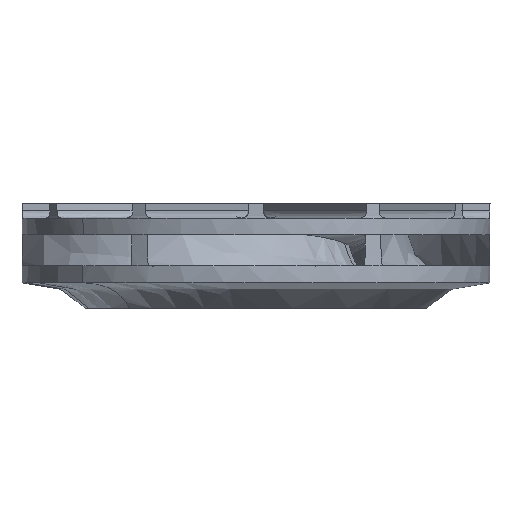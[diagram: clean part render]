
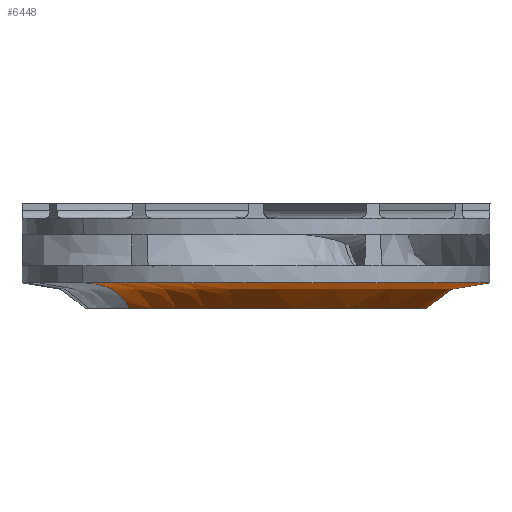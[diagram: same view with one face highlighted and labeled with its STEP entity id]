
A CAD part, left-side view. The second image highlights one B-rep face of the part: STEP entity #6448.
In plain terms, the highlighted free-form (B-spline) face has degree [2, 3] with [3, 4] control points.
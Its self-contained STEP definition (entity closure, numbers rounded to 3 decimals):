
#257 = ORIENTED_EDGE ( 'NONE', *, *, #13134, .F. ) ;
#328 = CARTESIAN_POINT ( 'NONE',  ( 12.126, -13.328, -0.006 ) ) ;
#464 = CARTESIAN_POINT ( 'NONE',  ( -19.888, -51.437, 2.662 ) ) ;
#759 = CARTESIAN_POINT ( 'NONE',  ( 12.126, -13.328, -0.006 ) ) ;
#1700 = CARTESIAN_POINT ( 'NONE',  ( 16.597, -18.243, 2.662 ) ) ;
#2146 = DIRECTION ( 'NONE',  ( 0., 0., 1. ) ) ;
#2598 = EDGE_CURVE ( 'NONE', #3527, #13993, #11389, .T. ) ;
#2599 = CARTESIAN_POINT ( 'NONE',  ( -16.597, 18.243, 2.662 ) ) ;
#2865 = CARTESIAN_POINT ( 'NONE',  ( -16.008, -41.402, 2.662 ) ) ;
#3052 = ORIENTED_EDGE ( 'NONE', *, *, #18525, .T. ) ;
#3527 = VERTEX_POINT ( 'NONE', #14766 ) ;
#4994 = FACE_OUTER_BOUND ( 'NONE', #23131, .T. ) ;
#5879 = CARTESIAN_POINT ( 'NONE',  ( -12.126, 13.328, -0.006 ) ) ;
#6250 = DIRECTION ( 'NONE',  ( 0., 0., 1. ) ) ;
#6448 = ADVANCED_FACE ( 'NONE', ( #4994 ), #8272, .T. ) ;
#6992 = AXIS2_PLACEMENT_3D ( 'NONE', #20159, #2146, #26288 ) ;
#7500 = B_SPLINE_CURVE_WITH_KNOTS ( 'NONE', 2,
 ( #759, #17293, #25418 ),
 .UNSPECIFIED., .F., .F.,
 ( 3, 3 ),
 ( 0., 1. ),
 .UNSPECIFIED. ) ;
#8244 = CARTESIAN_POINT ( 'NONE',  ( 0., 0., 2.662 ) ) ;
#8272 =( BOUNDED_SURFACE ( )  B_SPLINE_SURFACE ( 2, 3, ( 
 ( #328, #24999, #17131, #12709 ),
 ( #14721, #2865, #10441, #14855 ),
 ( #18593, #464, #24728, #2599 ) ),
 .UNSPECIFIED., .F., .F., .F. ) 
 B_SPLINE_SURFACE_WITH_KNOTS ( ( 3, 3 ),
 ( 4, 4 ),
 ( 0., 1. ),
 ( 0., 1. ),
 .UNSPECIFIED. ) 
 GEOMETRIC_REPRESENTATION_ITEM ( )  RATIONAL_B_SPLINE_SURFACE ( (
 ( 1., 0.333, 0.333, 1.),
 ( 1., 0.333, 0.333, 1.),
 ( 1., 0.333, 0.333, 1.) ) ) 
 REPRESENTATION_ITEM ( '' )  SURFACE ( )  );
#9475 = CARTESIAN_POINT ( 'NONE',  ( -16.597, 18.243, 2.662 ) ) ;
#10441 = CARTESIAN_POINT ( 'NONE',  ( -42.727, -12.035, 2.662 ) ) ;
#10753 = VERTEX_POINT ( 'NONE', #1700 ) ;
#11079 = CARTESIAN_POINT ( 'NONE',  ( -16.597, 18.243, 2.662 ) ) ;
#11239 = CIRCLE ( 'NONE', #6992, 18.019 ) ;
#11389 = B_SPLINE_CURVE_WITH_KNOTS ( 'NONE', 2,
 ( #5879, #11864, #9475 ),
 .UNSPECIFIED., .F., .F.,
 ( 3, 3 ),
 ( 0., 1. ),
 .UNSPECIFIED. ) ;
#11864 = CARTESIAN_POINT ( 'NONE',  ( -13.359, 14.684, 2.662 ) ) ;
#12709 = CARTESIAN_POINT ( 'NONE',  ( -12.126, 13.328, -0.006 ) ) ;
#13134 = EDGE_CURVE ( 'NONE', #13993, #10753, #14606, .T. ) ;
#13761 = CARTESIAN_POINT ( 'NONE',  ( 12.126, -13.328, -0.006 ) ) ;
#13993 = VERTEX_POINT ( 'NONE', #11079 ) ;
#14454 = ORIENTED_EDGE ( 'NONE', *, *, #2598, .F. ) ;
#14606 = CIRCLE ( 'NONE', #21006, 24.663 ) ;
#14721 = CARTESIAN_POINT ( 'NONE',  ( 13.359, -14.684, 2.662 ) ) ;
#14766 = CARTESIAN_POINT ( 'NONE',  ( -12.126, 13.328, -0.006 ) ) ;
#14855 = CARTESIAN_POINT ( 'NONE',  ( -13.359, 14.684, 2.662 ) ) ;
#17131 = CARTESIAN_POINT ( 'NONE',  ( -38.782, -10.924, -0.006 ) ) ;
#17293 = CARTESIAN_POINT ( 'NONE',  ( 13.359, -14.684, 2.662 ) ) ;
#18525 = EDGE_CURVE ( 'NONE', #18725, #10753, #7500, .T. ) ;
#18593 = CARTESIAN_POINT ( 'NONE',  ( 16.597, -18.243, 2.662 ) ) ;
#18725 = VERTEX_POINT ( 'NONE', #13761 ) ;
#20159 = CARTESIAN_POINT ( 'NONE',  ( 0., 0., -0.006 ) ) ;
#21006 = AXIS2_PLACEMENT_3D ( 'NONE', #8244, #6250, #26272 ) ;
#22863 = ORIENTED_EDGE ( 'NONE', *, *, #23754, .T. ) ;
#23131 = EDGE_LOOP ( 'NONE', ( #257, #14454, #22863, #3052 ) ) ;
#23754 = EDGE_CURVE ( 'NONE', #3527, #18725, #11239, .T. ) ;
#24728 = CARTESIAN_POINT ( 'NONE',  ( -53.083, -14.952, 2.662 ) ) ;
#24999 = CARTESIAN_POINT ( 'NONE',  ( -14.53, -37.579, -0.006 ) ) ;
#25418 = CARTESIAN_POINT ( 'NONE',  ( 16.597, -18.243, 2.662 ) ) ;
#26272 = DIRECTION ( 'NONE',  ( -0.673, 0.74, 0. ) ) ;
#26288 = DIRECTION ( 'NONE',  ( -0.673, 0.74, 0. ) ) ;
